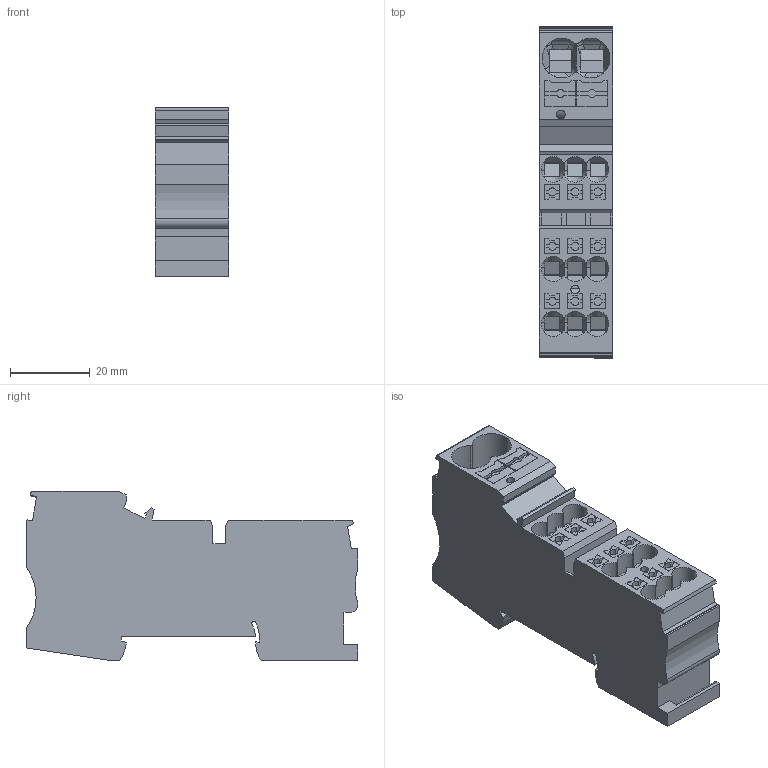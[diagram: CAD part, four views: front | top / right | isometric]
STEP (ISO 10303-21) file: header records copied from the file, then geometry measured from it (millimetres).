
FILE_DESCRIPTION(('Creo Elements/Direct Modeling STEP Export'),'2;1');
FILE_NAME('model.stp','2019-03-21T 7:13:46',(''),(''),'Creo Elements/Direct Modeling STEP processor for AP214 (Solid Model)','Creo Elements/Direct Modeling 20.1A 29-Sep-2018 (C) Parametric Technology GmbH','');
FILE_SCHEMA(('AUTOMOTIVE_DESIGN { 1 0 10303 214 1 1 1 1 }'));
Length unit declared in the file: millimetre
Products named in the file (2): PT_2X10_9X4_BU-select
Assembly tree (1 placements, depth 2):
  PT_2X10_9X4_BU-select
    PT_2X10_9X4_BU-select
Bounding box: 18.45 x 83.2 x 42.42 mm (x, y, z)
Volume: 45853.7 mm3; surface area: 14141 mm2
Topology: 1 solids, 1 shells, 518 faces, 1467 edges, 969 vertices
Faces by surface type: plane 406, cylinder 90, bspline 13, cone 9
Entity records: 26153 total; most frequent: CARTESIAN_POINT 11712, ORIENTED_EDGE 2934, DIRECTION 2554, EDGE_CURVE 1467, VECTOR 1106, LINE 1106, VERTEX_POINT 969, AXIS2_PLACEMENT_3D 724
